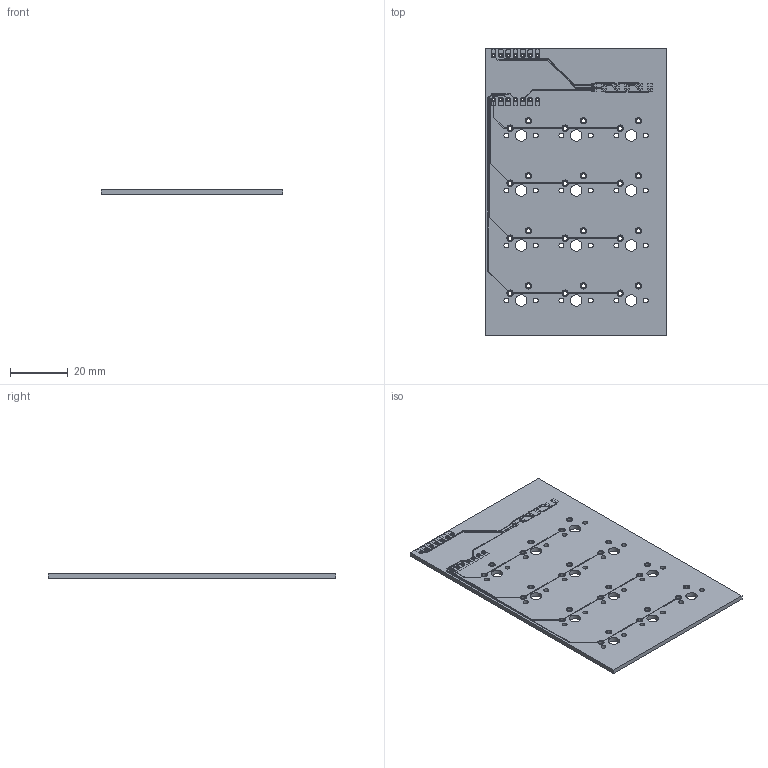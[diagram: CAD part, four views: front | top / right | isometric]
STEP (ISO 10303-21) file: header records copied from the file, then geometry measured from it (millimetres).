
FILE_DESCRIPTION(('KiCad electronic assembly'),'2;1');
FILE_NAME('Macropad PCB.step','2026-01-12T21:05:53',('Pcbnew'),('Kicad') ,'Open CASCADE STEP processor 7.9','KiCad to STEP converter','Unknown' );
FILE_SCHEMA(('AUTOMOTIVE_DESIGN { 1 0 10303 214 1 1 1 1 }'));
Length unit declared in the file: millimetre
Products named in the file (4): Macropad PCB 1; macropad_copper; macropad_pad; macropad_PCB
Assembly tree (3 placements, depth 2):
  Macropad PCB 1
    macropad_copper
    macropad_pad
    macropad_PCB
Bounding box: 63 x 99.6 x 1.59 mm (x, y, z)
Volume: 9106.6 mm3; surface area: 14424 mm2
Topology: 170 solids, 170 shells, 1177 faces, 2511 edges, 1674 vertices
Faces by surface type: plane 781, cylinder 396
Full cylindrical faces by diameter (mm): 0.839 x42, 0.889 x28, 1.45 x72, 1.5 x48, 1.524 x28, 1.7 x24, 2.2 x48, 4 x12
Entity records: 33491 total; most frequent: DIRECTION 5665, CARTESIAN_POINT 5366, ORIENTED_EDGE 5022, EDGE_CURVE 2511, AXIS2_PLACEMENT_3D 1973, LINE 1719, VECTOR 1719, VERTEX_POINT 1674
